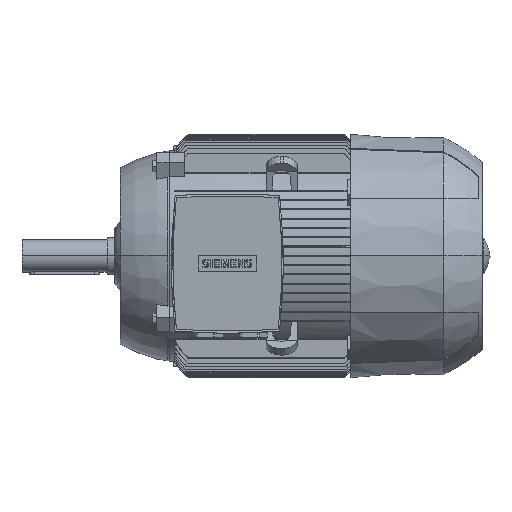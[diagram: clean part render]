
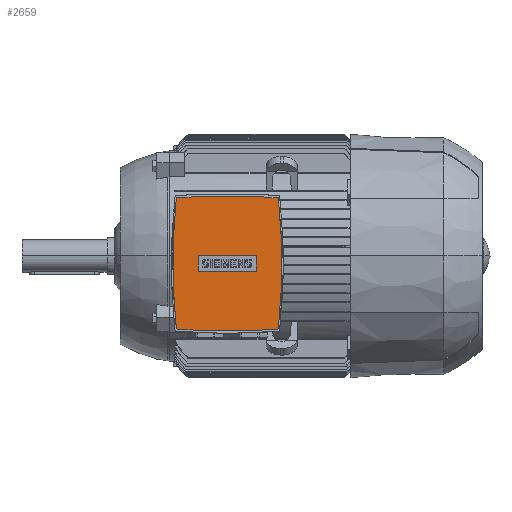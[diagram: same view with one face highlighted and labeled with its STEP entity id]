
A CAD part, top view. The second image highlights one B-rep face of the part: STEP entity #2659.
In plain terms, the highlighted planar face has unit normal (0, 0, 1).
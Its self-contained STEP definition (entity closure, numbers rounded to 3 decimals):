
#2659=ADVANCED_FACE('',(#5573,#5574),#5575,.T.);
#5573=FACE_BOUND('',#8762,.T.);
#5574=FACE_OUTER_BOUND('',#8763,.T.);
#5575=PLANE('',#8764);
#8762=EDGE_LOOP('',(#17136,#17137,#17138,#17139));
#8763=EDGE_LOOP('',(#17140,#17141,#17142,#17143,#17144,#17145));
#8764=AXIS2_PLACEMENT_3D('',#17146,#17147,#17148);
#17136=ORIENTED_EDGE('',*,*,#22817,.T.);
#17137=ORIENTED_EDGE('',*,*,#22821,.T.);
#17138=ORIENTED_EDGE('',*,*,#22824,.T.);
#17139=ORIENTED_EDGE('',*,*,#22826,.T.);
#17140=ORIENTED_EDGE('',*,*,#22901,.T.);
#17141=ORIENTED_EDGE('',*,*,#22903,.T.);
#17142=ORIENTED_EDGE('',*,*,#19851,.T.);
#17143=ORIENTED_EDGE('',*,*,#22895,.T.);
#17144=ORIENTED_EDGE('',*,*,#19862,.T.);
#17145=ORIENTED_EDGE('',*,*,#22892,.T.);
#17146=CARTESIAN_POINT('',(75.0,-10.0,236.5));
#17147=DIRECTION('',(0.0,0.0,1.0));
#17148=DIRECTION('',(0.0,-1.0,0.0));
#19851=EDGE_CURVE('',#24002,#24006,#24008,.T.);
#19862=EDGE_CURVE('',#24028,#24025,#24029,.T.);
#22817=EDGE_CURVE('',#28465,#28463,#28466,.T.);
#22821=EDGE_CURVE('',#28463,#28469,#28471,.T.);
#22824=EDGE_CURVE('',#28469,#28473,#28475,.T.);
#22826=EDGE_CURVE('',#28473,#28465,#28477,.T.);
#22892=EDGE_CURVE('',#24025,#28569,#28571,.T.);
#22895=EDGE_CURVE('',#24006,#24028,#28574,.T.);
#22901=EDGE_CURVE('',#28569,#28579,#28581,.T.);
#22903=EDGE_CURVE('',#28579,#24002,#28583,.T.);
#24002=VERTEX_POINT('',#30970);
#24006=VERTEX_POINT('',#30975);
#24008=CIRCLE('',#30978,896.1);
#24025=VERTEX_POINT('',#31020);
#24028=VERTEX_POINT('',#31024);
#24029=CIRCLE('',#31025,896.1);
#28463=VERTEX_POINT('',#44618);
#28465=VERTEX_POINT('',#44621);
#28466=LINE('',#44622,#44623);
#28469=VERTEX_POINT('',#44627);
#28471=LINE('',#44630,#44631);
#28473=VERTEX_POINT('',#44633);
#28475=LINE('',#44636,#44637);
#28477=LINE('',#44639,#44640);
#28569=VERTEX_POINT('',#44774);
#28571=CIRCLE('',#44777,896.1);
#28574=CIRCLE('',#44780,770.0);
#28579=VERTEX_POINT('',#44786);
#28581=CIRCLE('',#44789,770.0);
#28583=CIRCLE('',#44791,896.1);
#30970=CARTESIAN_POINT('',(75.,-97.0,236.5));
#30975=CARTESIAN_POINT('',(140.841,-94.578,236.5));
#30978=AXIS2_PLACEMENT_3D('',#47753,#47754,#47755);
#31020=CARTESIAN_POINT('',(75.,77.0,236.5));
#31024=CARTESIAN_POINT('',(140.841,74.578,236.5));
#31025=AXIS2_PLACEMENT_3D('',#47769,#47770,#47771);
#44618=CARTESIAN_POINT('',(37.5,-20.05,236.5));
#44621=CARTESIAN_POINT('',(112.5,-20.05,236.5));
#44622=CARTESIAN_POINT('',(75.0,-20.05,236.5));
#44623=VECTOR('',#50409,1.0);
#44627=CARTESIAN_POINT('',(37.5,0.05,236.5));
#44630=CARTESIAN_POINT('',(37.5,-10.0,236.5));
#44631=VECTOR('',#50412,1.0);
#44633=CARTESIAN_POINT('',(112.5,0.05,236.5));
#44636=CARTESIAN_POINT('',(75.0,0.05,236.5));
#44637=VECTOR('',#50414,1.0);
#44639=CARTESIAN_POINT('',(112.5,-10.0,236.5));
#44640=VECTOR('',#50415,1.0);
#44774=CARTESIAN_POINT('',(9.159,74.578,236.5));
#44777=AXIS2_PLACEMENT_3D('',#50513,#50514,#50515);
#44780=AXIS2_PLACEMENT_3D('',#50516,#50517,#50518);
#44786=CARTESIAN_POINT('',(9.159,-94.578,236.5));
#44789=AXIS2_PLACEMENT_3D('',#50521,#50522,#50523);
#44791=AXIS2_PLACEMENT_3D('',#50524,#50525,#50526);
#47753=CARTESIAN_POINT('',(75.0,799.1,236.5));
#47754=DIRECTION('',(0.0,-0.0,1.0));
#47755=DIRECTION('',(0.0,1.0,0.0));
#47769=CARTESIAN_POINT('',(75.0,-819.1,236.5));
#47770=DIRECTION('',(0.0,-0.0,1.0));
#47771=DIRECTION('',(0.0,1.0,0.0));
#50409=DIRECTION('',(-1.0,0.0,0.0));
#50412=DIRECTION('',(0.0,1.0,0.0));
#50414=DIRECTION('',(1.0,0.0,-0.0));
#50415=DIRECTION('',(0.0,-1.0,0.0));
#50513=CARTESIAN_POINT('',(75.0,-819.1,236.5));
#50514=DIRECTION('',(0.0,-0.0,1.0));
#50515=DIRECTION('',(0.0,1.0,0.0));
#50516=CARTESIAN_POINT('',(-624.5,-10.0,236.5));
#50517=DIRECTION('',(0.0,-0.0,1.0));
#50518=DIRECTION('',(0.0,1.0,0.0));
#50521=CARTESIAN_POINT('',(774.5,-10.0,236.5));
#50522=DIRECTION('',(0.0,-0.0,1.0));
#50523=DIRECTION('',(0.0,1.0,0.0));
#50524=CARTESIAN_POINT('',(75.0,799.1,236.5));
#50525=DIRECTION('',(0.0,-0.0,1.0));
#50526=DIRECTION('',(0.0,1.0,0.0));
